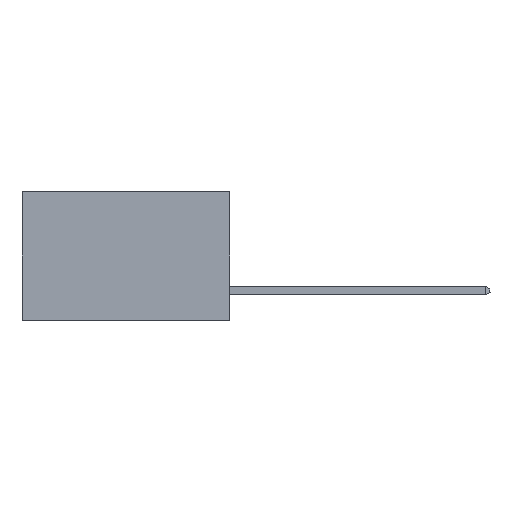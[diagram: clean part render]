
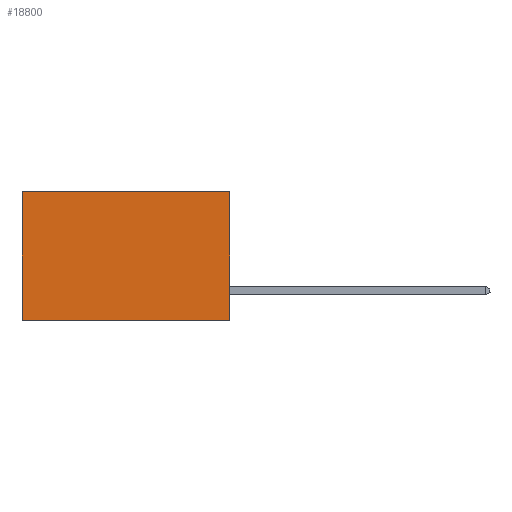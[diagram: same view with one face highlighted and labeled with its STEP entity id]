
A CAD part, left-side view. The second image highlights one B-rep face of the part: STEP entity #18800.
In plain terms, the highlighted planar face has unit normal (-1, 0, 0).
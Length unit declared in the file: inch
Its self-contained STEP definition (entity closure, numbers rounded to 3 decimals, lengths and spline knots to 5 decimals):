
#257 = CARTESIAN_POINT ( 'NONE',  ( 0.298, 0.6, 0. ) ) ;
#280 = DIRECTION ( 'NONE',  ( 0., 1., 0. ) ) ;
#1363 = ORIENTED_EDGE ( 'NONE', *, *, #5520, .F. ) ;
#1617 = VECTOR ( 'NONE', #22153, 39.37008 ) ;
#1686 = ORIENTED_EDGE ( 'NONE', *, *, #16945, .T. ) ;
#1906 = DIRECTION ( 'NONE',  ( 0., 1., 0. ) ) ;
#2102 = DIRECTION ( 'NONE',  ( 0., 0., -1. ) ) ;
#2854 = VERTEX_POINT ( 'NONE', #257 ) ;
#4151 = VECTOR ( 'NONE', #1906, 39.37008 ) ;
#5520 = EDGE_CURVE ( 'NONE', #7869, #20881, #16114, .T. ) ;
#5997 = CARTESIAN_POINT ( 'NONE',  ( 0.298, 0., 0. ) ) ;
#6295 = EDGE_CURVE ( 'NONE', #7869, #2854, #24783, .T. ) ;
#6649 = CARTESIAN_POINT ( 'NONE',  ( 0.298, 0., 0. ) ) ;
#6842 = VECTOR ( 'NONE', #280, 39.37008 ) ;
#7869 = VERTEX_POINT ( 'NONE', #11196 ) ;
#8585 = CARTESIAN_POINT ( 'NONE',  ( 0.298, 0.6, 0. ) ) ;
#11196 = CARTESIAN_POINT ( 'NONE',  ( 0.298, 0., 0. ) ) ;
#12175 = EDGE_CURVE ( 'NONE', #20881, #26183, #28597, .T. ) ;
#12429 = DIRECTION ( 'NONE',  ( 0., 0., -1. ) ) ;
#13254 = CARTESIAN_POINT ( 'NONE',  ( 0.298, 0., -0.37 ) ) ;
#13836 = LINE ( 'NONE', #8585, #1617 ) ;
#14639 = ORIENTED_EDGE ( 'NONE', *, *, #12175, .F. ) ;
#15782 = DIRECTION ( 'NONE',  ( 1., 0., 0. ) ) ;
#16114 = LINE ( 'NONE', #18591, #27169 ) ;
#16945 = EDGE_CURVE ( 'NONE', #2854, #26183, #13836, .T. ) ;
#18591 = CARTESIAN_POINT ( 'NONE',  ( 0.298, 0., 0. ) ) ;
#18800 = ADVANCED_FACE ( 'NONE', ( #27256 ), #28928, .F. ) ;
#20881 = VERTEX_POINT ( 'NONE', #21084 ) ;
#21072 = CARTESIAN_POINT ( 'NONE',  ( 0.298, 0.6, -0.37 ) ) ;
#21084 = CARTESIAN_POINT ( 'NONE',  ( 0.298, 0., -0.37 ) ) ;
#22153 = DIRECTION ( 'NONE',  ( 0., 0., -1. ) ) ;
#23919 = ORIENTED_EDGE ( 'NONE', *, *, #6295, .T. ) ;
#24561 = EDGE_LOOP ( 'NONE', ( #1686, #14639, #1363, #23919 ) ) ;
#24783 = LINE ( 'NONE', #5997, #6842 ) ;
#26183 = VERTEX_POINT ( 'NONE', #21072 ) ;
#27169 = VECTOR ( 'NONE', #12429, 39.37008 ) ;
#27256 = FACE_OUTER_BOUND ( 'NONE', #24561, .T. ) ;
#28597 = LINE ( 'NONE', #13254, #4151 ) ;
#28928 = PLANE ( 'NONE',  #29002 ) ;
#29002 = AXIS2_PLACEMENT_3D ( 'NONE', #6649, #15782, #2102 ) ;
